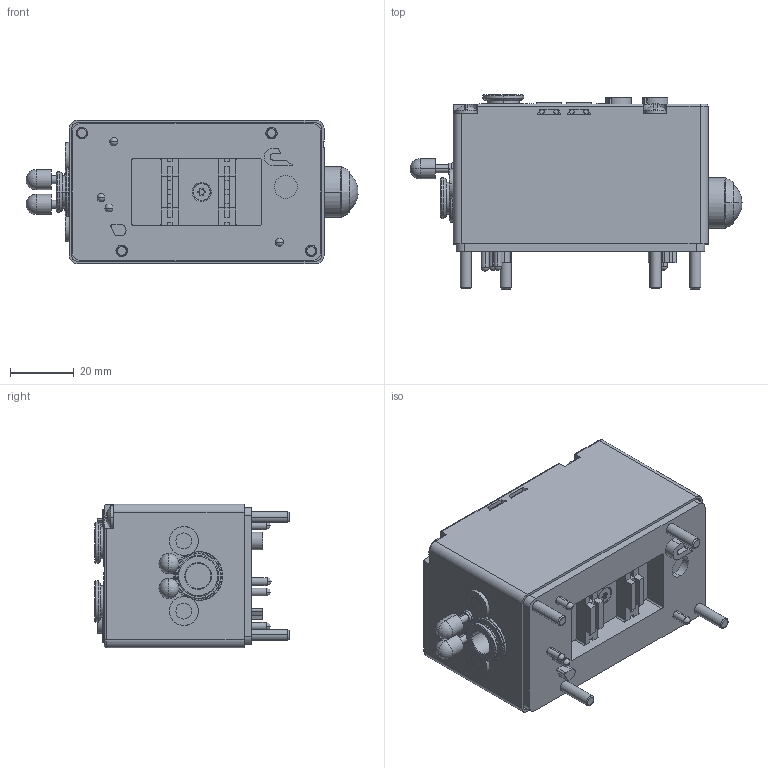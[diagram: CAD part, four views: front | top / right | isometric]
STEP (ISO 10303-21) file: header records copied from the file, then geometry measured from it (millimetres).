
FILE_DESCRIPTION((''),'2;1');
FILE_NAME('CAD-6787','2019-11-29T10:38:10',('creinig-se'),(''),'CREO PARAMETRIC BY PTC INC, 2018420','CREO PARAMETRIC BY PTC INC, 2018420','');
FILE_SCHEMA(('CONFIG_CONTROL_DESIGN','SHAPE_APPEARANCE_LAYERS_GROUPS'));
Length unit declared in the file: millimetre
Products named in the file (1): CAD-6787
Bounding box: 104.22 x 60.9 x 45 mm (x, y, z)
Volume: 159800.3 mm3; surface area: 33559 mm2
Topology: 1 solids, 1 shells, 857 faces, 2309 edges, 1487 vertices
Faces by surface type: plane 459, cylinder 276, cone 70, sphere 18, bspline 18, torus 16
Entity records: 37053 total; most frequent: CARTESIAN_POINT 5254, DIRECTION 4706, ORIENTED_EDGE 4552, PRESENTATION_STYLE_ASSIGNMENT 2518, STYLED_ITEM 2278, CURVE_STYLE 2277, EDGE_CURVE 2276, AXIS2_PLACEMENT_3D 1620
